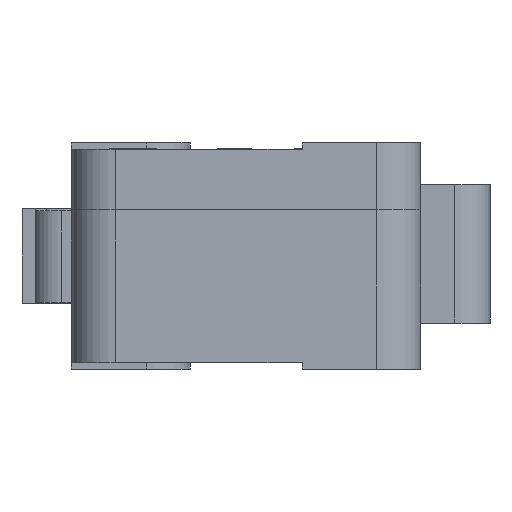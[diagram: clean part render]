
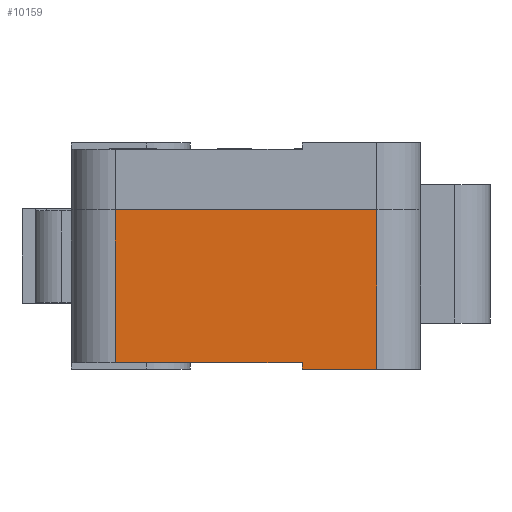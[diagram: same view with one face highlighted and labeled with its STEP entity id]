
A CAD part, left-side view. The second image highlights one B-rep face of the part: STEP entity #10159.
In plain terms, the highlighted planar face has unit normal (-1, 0, 0).
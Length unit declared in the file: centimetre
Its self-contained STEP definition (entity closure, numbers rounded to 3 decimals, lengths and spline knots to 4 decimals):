
#1130=FACE_OUTER_BOUND('',#1720,.T.);
#1720=EDGE_LOOP('',(#9238,#9239,#9240,#9241,#9242,#9243));
#2504=LINE('',#16599,#3610);
#2806=LINE('',#18414,#3912);
#2810=LINE('',#18424,#3916);
#2813=LINE('',#18434,#3919);
#2816=LINE('',#18440,#3922);
#2829=LINE('',#18472,#3935);
#3610=VECTOR('',#11953,1.);
#3912=VECTOR('',#12627,1.);
#3916=VECTOR('',#12635,1.);
#3919=VECTOR('',#12648,1.);
#3922=VECTOR('',#12657,1.);
#3935=VECTOR('',#12698,1.);
#4698=VERTEX_POINT('',#16587);
#4701=VERTEX_POINT('',#16598);
#4883=VERTEX_POINT('',#18410);
#4884=VERTEX_POINT('',#18412);
#4888=VERTEX_POINT('',#18423);
#4890=VERTEX_POINT('',#18432);
#5925=EDGE_CURVE('',#4701,#4698,#2504,.T.);
#6321=EDGE_CURVE('',#4883,#4884,#2806,.T.);
#6326=EDGE_CURVE('',#4888,#4883,#2810,.T.);
#6331=EDGE_CURVE('',#4890,#4884,#2813,.T.);
#6334=EDGE_CURVE('',#4888,#4698,#2816,.T.);
#6349=EDGE_CURVE('',#4890,#4701,#2829,.T.);
#9238=ORIENTED_EDGE('',*,*,#5925,.T.);
#9239=ORIENTED_EDGE('',*,*,#6334,.F.);
#9240=ORIENTED_EDGE('',*,*,#6326,.T.);
#9241=ORIENTED_EDGE('',*,*,#6321,.T.);
#9242=ORIENTED_EDGE('',*,*,#6331,.F.);
#9243=ORIENTED_EDGE('',*,*,#6349,.T.);
#9622=PLANE('',#10647);
#10159=ADVANCED_FACE('',(#1130),#9622,.T.);
#10647=AXIS2_PLACEMENT_3D('',#18471,#12696,#12697);
#11953=DIRECTION('',(0.,1.,0.));
#12627=DIRECTION('',(0.,0.,-1.));
#12635=DIRECTION('',(0.,-1.,0.));
#12648=DIRECTION('',(0.,1.,0.));
#12657=DIRECTION('',(0.,0.,1.));
#12696=DIRECTION('center_axis',(-1.,0.,0.));
#12697=DIRECTION('ref_axis',(0.,0.,1.));
#12698=DIRECTION('',(0.,0.,1.));
#16587=CARTESIAN_POINT('',(-2.89,0.6425,0.725));
#16598=CARTESIAN_POINT('',(-2.89,-0.5475,0.725));
#16599=CARTESIAN_POINT('',(-2.89,0.1476,0.725));
#18410=CARTESIAN_POINT('',(-2.89,-0.2075,0.03));
#18412=CARTESIAN_POINT('',(-2.89,-0.2075,0.));
#18414=CARTESIAN_POINT('',(-2.89,-0.2075,0.));
#18423=CARTESIAN_POINT('',(-2.89,0.6425,0.03));
#18424=CARTESIAN_POINT('',(-2.89,-0.2457,0.03));
#18432=CARTESIAN_POINT('',(-2.89,-0.5475,0.));
#18434=CARTESIAN_POINT('',(-2.89,-0.5475,0.));
#18440=CARTESIAN_POINT('',(-2.89,0.6425,0.));
#18471=CARTESIAN_POINT('Origin',(-2.89,-0.5475,0.));
#18472=CARTESIAN_POINT('',(-2.89,-0.5475,0.));
